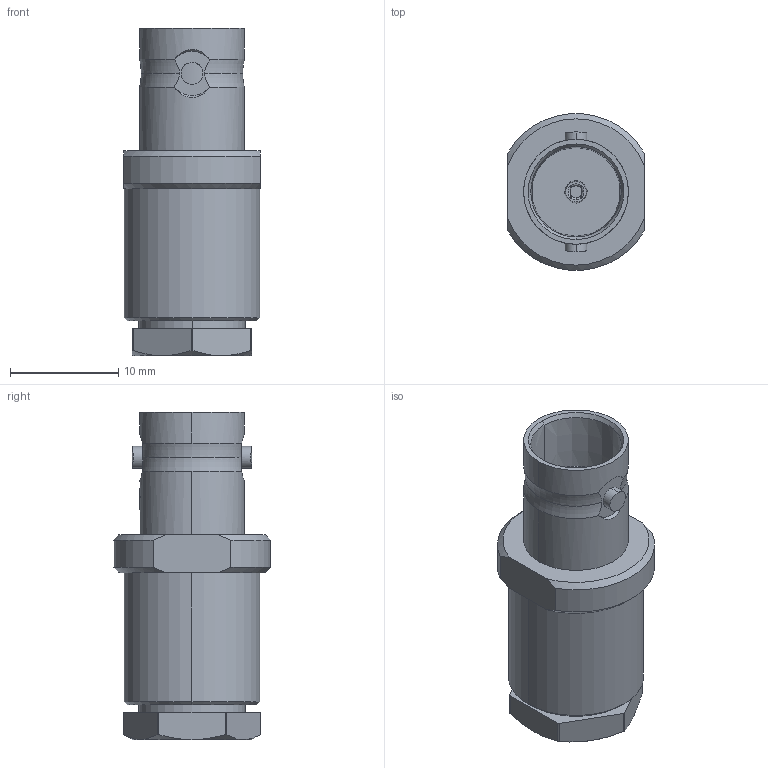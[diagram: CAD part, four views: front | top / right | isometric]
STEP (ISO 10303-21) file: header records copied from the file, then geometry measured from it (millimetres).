
FILE_DESCRIPTION (( 'STEP AP214' ), '1' );
FILE_NAME ('J01003A0011.STEP', '2019-07-03T13:11:38', ( '' ), ( '' ), 'SwSTEP 2.0', 'SolidWorks 2018', '' );
FILE_SCHEMA (( 'AUTOMOTIVE_DESIGN' ));
Length unit declared in the file: millimetre
Products named in the file (1): J01003A0011
Bounding box: 12.6 x 14.45 x 30.2 mm (x, y, z)
Volume: 2749.8 mm3; surface area: 1709.9 mm2
Topology: 1 solids, 1 shells, 138 faces, 336 edges, 216 vertices
Faces by surface type: plane 54, cylinder 43, cone 27, torus 14
Entity records: 5804 total; most frequent: CARTESIAN_POINT 1135, ORIENTED_EDGE 672, DIRECTION 642, EDGE_CURVE 336, AXIS2_PLACEMENT_3D 257, VERTEX_POINT 216, EDGE_LOOP 154, UNCERTAINTY_MEASURE_WITH_UNIT 139
